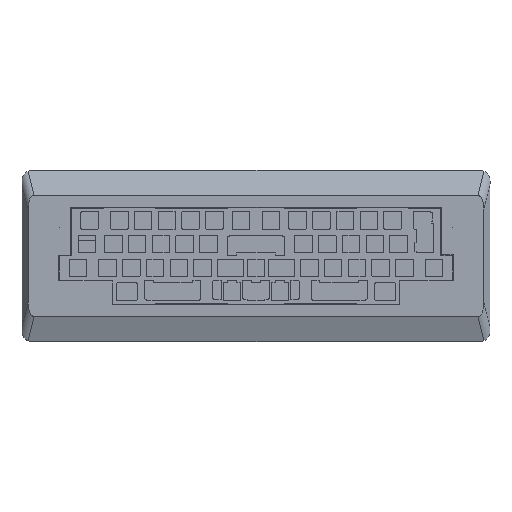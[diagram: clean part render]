
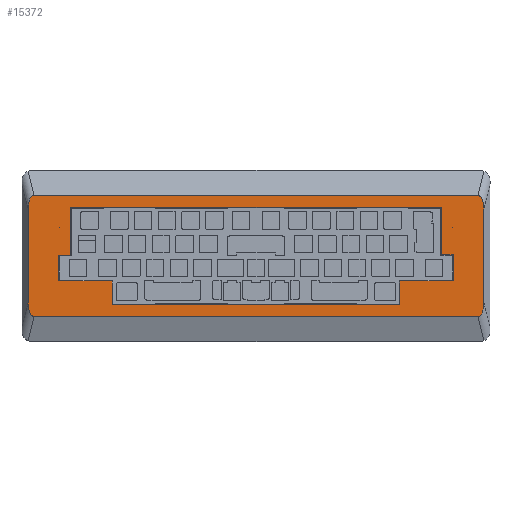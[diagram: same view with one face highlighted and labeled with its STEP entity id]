
A CAD part, top view. The second image highlights one B-rep face of the part: STEP entity #15372.
In plain terms, the highlighted planar face has unit normal (0, 0, 1).
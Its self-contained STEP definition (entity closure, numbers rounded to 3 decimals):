
#564=CIRCLE('',#16343,1.6);
#565=CIRCLE('',#16348,1.6);
#1161=FACE_BOUND('',#2389,.T.);
#1162=FACE_BOUND('',#2390,.T.);
#1163=FACE_BOUND('',#2391,.T.);
#1282=ELLIPSE('',#16389,22.113,8.);
#1286=ELLIPSE('',#16397,22.113,8.);
#1290=ELLIPSE('',#16405,22.113,8.);
#1291=ELLIPSE('',#16406,22.113,8.);
#1536=FACE_OUTER_BOUND('',#2388,.T.);
#2388=EDGE_LOOP('',(#11278,#11279,#11280,#11281,#11282,#11283,#11284,#11285));
#2389=EDGE_LOOP('',(#11286,#11287,#11288,#11289,#11290,#11291,#11292,#11293,
#11294,#11295,#11296,#11297));
#2390=EDGE_LOOP('',(#11298,#11299,#11300));
#2391=EDGE_LOOP('',(#11301,#11302,#11303));
#3424=LINE('',#23205,#5003);
#3427=LINE('',#23211,#5006);
#3433=LINE('',#23229,#5012);
#3435=LINE('',#23233,#5014);
#3438=LINE('',#23239,#5017);
#3441=LINE('',#23244,#5020);
#3443=LINE('',#23248,#5022);
#3446=LINE('',#23254,#5025);
#3449=LINE('',#23260,#5028);
#3452=LINE('',#23266,#5031);
#3455=LINE('',#23272,#5034);
#3458=LINE('',#23277,#5037);
#3460=LINE('',#23281,#5039);
#3469=LINE('',#23299,#5048);
#3475=LINE('',#23325,#5054);
#3476=LINE('',#23329,#5055);
#3505=LINE('',#23444,#5084);
#3513=LINE('',#23486,#5092);
#3515=LINE('',#23492,#5094);
#3516=LINE('',#23494,#5095);
#5003=VECTOR('',#18521,10.);
#5006=VECTOR('',#18526,10.);
#5012=VECTOR('',#18546,10.);
#5014=VECTOR('',#18550,10.);
#5017=VECTOR('',#18555,10.);
#5020=VECTOR('',#18560,10.);
#5022=VECTOR('',#18564,10.);
#5025=VECTOR('',#18569,10.);
#5028=VECTOR('',#18574,10.);
#5031=VECTOR('',#18579,10.);
#5034=VECTOR('',#18584,10.);
#5037=VECTOR('',#18589,10.);
#5039=VECTOR('',#18593,10.);
#5048=VECTOR('',#18620,10.);
#5054=VECTOR('',#18656,10.);
#5055=VECTOR('',#18661,10.);
#5084=VECTOR('',#18784,10.);
#5092=VECTOR('',#18812,10.);
#5094=VECTOR('',#18818,10.);
#5095=VECTOR('',#18821,10.);
#6576=VERTEX_POINT('',#23202);
#6577=VERTEX_POINT('',#23204);
#6578=VERTEX_POINT('',#23208);
#6579=VERTEX_POINT('',#23210);
#6583=VERTEX_POINT('',#23226);
#6584=VERTEX_POINT('',#23228);
#6585=VERTEX_POINT('',#23232);
#6587=VERTEX_POINT('',#23238);
#6588=VERTEX_POINT('',#23243);
#6589=VERTEX_POINT('',#23247);
#6591=VERTEX_POINT('',#23253);
#6593=VERTEX_POINT('',#23259);
#6595=VERTEX_POINT('',#23265);
#6597=VERTEX_POINT('',#23271);
#6598=VERTEX_POINT('',#23276);
#6599=VERTEX_POINT('',#23280);
#6604=VERTEX_POINT('',#23321);
#6605=VERTEX_POINT('',#23328);
#6624=VERTEX_POINT('',#23412);
#6625=VERTEX_POINT('',#23414);
#6630=VERTEX_POINT('',#23442);
#6633=VERTEX_POINT('',#23451);
#6634=VERTEX_POINT('',#23453);
#6640=VERTEX_POINT('',#23485);
#6641=VERTEX_POINT('',#23489);
#6642=VERTEX_POINT('',#23491);
#8265=EDGE_CURVE('',#6577,#6576,#3424,.F.);
#8268=EDGE_CURVE('',#6579,#6578,#3427,.F.);
#8274=EDGE_CURVE('',#6583,#6584,#3433,.T.);
#8276=EDGE_CURVE('',#6584,#6585,#3435,.T.);
#8279=EDGE_CURVE('',#6585,#6587,#3438,.T.);
#8282=EDGE_CURVE('',#6587,#6588,#3441,.T.);
#8284=EDGE_CURVE('',#6588,#6589,#3443,.T.);
#8287=EDGE_CURVE('',#6589,#6591,#3446,.T.);
#8290=EDGE_CURVE('',#6591,#6593,#3449,.T.);
#8293=EDGE_CURVE('',#6593,#6595,#3452,.T.);
#8296=EDGE_CURVE('',#6595,#6597,#3455,.T.);
#8299=EDGE_CURVE('',#6597,#6598,#3458,.T.);
#8301=EDGE_CURVE('',#6598,#6599,#3460,.T.);
#8310=EDGE_CURVE('',#6599,#6583,#3469,.T.);
#8319=EDGE_CURVE('',#6577,#6604,#564,.T.);
#8321=EDGE_CURVE('',#6604,#6576,#3475,.T.);
#8322=EDGE_CURVE('',#6579,#6605,#3476,.T.);
#8324=EDGE_CURVE('',#6605,#6578,#565,.T.);
#8360=EDGE_CURVE('',#6624,#6625,#1282,.T.);
#8369=EDGE_CURVE('',#6630,#6624,#3505,.T.);
#8373=EDGE_CURVE('',#6633,#6634,#1286,.T.);
#8383=EDGE_CURVE('',#6634,#6640,#3513,.T.);
#8385=EDGE_CURVE('',#6641,#6630,#1290,.T.);
#8386=EDGE_CURVE('',#6642,#6641,#3515,.T.);
#8387=EDGE_CURVE('',#6640,#6642,#1291,.T.);
#8388=EDGE_CURVE('',#6625,#6633,#3516,.T.);
#11278=ORIENTED_EDGE('',*,*,#8360,.F.);
#11279=ORIENTED_EDGE('',*,*,#8369,.F.);
#11280=ORIENTED_EDGE('',*,*,#8385,.F.);
#11281=ORIENTED_EDGE('',*,*,#8386,.F.);
#11282=ORIENTED_EDGE('',*,*,#8387,.F.);
#11283=ORIENTED_EDGE('',*,*,#8383,.F.);
#11284=ORIENTED_EDGE('',*,*,#8373,.F.);
#11285=ORIENTED_EDGE('',*,*,#8388,.F.);
#11286=ORIENTED_EDGE('',*,*,#8310,.F.);
#11287=ORIENTED_EDGE('',*,*,#8301,.F.);
#11288=ORIENTED_EDGE('',*,*,#8299,.F.);
#11289=ORIENTED_EDGE('',*,*,#8296,.F.);
#11290=ORIENTED_EDGE('',*,*,#8293,.F.);
#11291=ORIENTED_EDGE('',*,*,#8290,.F.);
#11292=ORIENTED_EDGE('',*,*,#8287,.F.);
#11293=ORIENTED_EDGE('',*,*,#8284,.F.);
#11294=ORIENTED_EDGE('',*,*,#8282,.F.);
#11295=ORIENTED_EDGE('',*,*,#8279,.F.);
#11296=ORIENTED_EDGE('',*,*,#8276,.F.);
#11297=ORIENTED_EDGE('',*,*,#8274,.F.);
#11298=ORIENTED_EDGE('',*,*,#8265,.T.);
#11299=ORIENTED_EDGE('',*,*,#8321,.F.);
#11300=ORIENTED_EDGE('',*,*,#8319,.F.);
#11301=ORIENTED_EDGE('',*,*,#8324,.F.);
#11302=ORIENTED_EDGE('',*,*,#8322,.F.);
#11303=ORIENTED_EDGE('',*,*,#8268,.T.);
#14836=PLANE('',#16404);
#15372=ADVANCED_FACE('',(#1536,#1161,#1162,#1163),#14836,.T.);
#16343=AXIS2_PLACEMENT_3D('',#23322,#18651,#18652);
#16348=AXIS2_PLACEMENT_3D('',#23332,#18665,#18666);
#16389=AXIS2_PLACEMENT_3D('',#23415,#18769,#18770);
#16397=AXIS2_PLACEMENT_3D('',#23454,#18793,#18794);
#16404=AXIS2_PLACEMENT_3D('',#23488,#18814,#18815);
#16405=AXIS2_PLACEMENT_3D('',#23490,#18816,#18817);
#16406=AXIS2_PLACEMENT_3D('',#23493,#18819,#18820);
#18521=DIRECTION('',(-1.,0.,0.));
#18526=DIRECTION('',(-1.,0.,0.));
#18546=DIRECTION('',(0.,-1.,0.));
#18550=DIRECTION('',(1.,0.,0.));
#18555=DIRECTION('',(0.,-1.,0.));
#18560=DIRECTION('',(1.,0.,0.));
#18564=DIRECTION('',(0.,1.,0.));
#18569=DIRECTION('',(1.,0.,0.));
#18574=DIRECTION('',(0.,1.,0.));
#18579=DIRECTION('',(-1.,0.,0.));
#18584=DIRECTION('',(0.,1.,0.));
#18589=DIRECTION('',(-1.,0.,0.));
#18593=DIRECTION('',(0.,-1.,0.));
#18620=DIRECTION('',(-1.,0.,0.));
#18651=DIRECTION('center_axis',(0.,0.,1.));
#18652=DIRECTION('ref_axis',(-1.,0.,0.));
#18656=DIRECTION('',(0.,1.,0.));
#18661=DIRECTION('',(0.,-1.,0.));
#18665=DIRECTION('center_axis',(0.,0.,1.));
#18666=DIRECTION('ref_axis',(0.,-1.,0.));
#18769=DIRECTION('center_axis',(0.,0.,-1.));
#18770=DIRECTION('ref_axis',(0.243,-0.97,0.));
#18784=DIRECTION('',(0.,-1.,0.));
#18793=DIRECTION('center_axis',(0.,0.,-1.));
#18794=DIRECTION('ref_axis',(-0.243,-0.97,0.));
#18812=DIRECTION('',(0.,1.,0.));
#18814=DIRECTION('center_axis',(0.,0.,1.));
#18815=DIRECTION('ref_axis',(1.,0.,0.));
#18816=DIRECTION('center_axis',(0.,0.,-1.));
#18817=DIRECTION('ref_axis',(0.243,0.97,0.));
#18818=DIRECTION('',(1.,0.,0.));
#18819=DIRECTION('center_axis',(0.,0.,-1.));
#18820=DIRECTION('ref_axis',(-0.243,0.97,0.));
#18821=DIRECTION('',(-1.,0.,0.));
#23202=CARTESIAN_POINT('',(314.8,-15.375,7.5));
#23204=CARTESIAN_POINT('',(314.656,-15.375,7.5));
#23205=CARTESIAN_POINT('',(231.219,-15.375,7.5));
#23208=CARTESIAN_POINT('',(-0.331,-15.375,7.5));
#23210=CARTESIAN_POINT('',(-0.475,-15.375,7.5));
#23211=CARTESIAN_POINT('',(74.844,-15.375,7.5));
#23226=CARTESIAN_POINT('',(-0.975,-37.625,7.5));
#23228=CARTESIAN_POINT('',(-0.975,-58.125,7.5));
#23229=CARTESIAN_POINT('',(-0.975,-47.862,7.5));
#23232=CARTESIAN_POINT('',(41.888,-58.125,7.5));
#23233=CARTESIAN_POINT('',(99.775,-58.125,7.5));
#23238=CARTESIAN_POINT('',(41.888,-77.175,7.5));
#23239=CARTESIAN_POINT('',(41.888,-57.388,7.5));
#23243=CARTESIAN_POINT('',(272.438,-77.175,7.5));
#23244=CARTESIAN_POINT('',(197.406,-77.175,7.5));
#23247=CARTESIAN_POINT('',(272.438,-58.125,7.5));
#23248=CARTESIAN_POINT('',(272.438,-47.863,7.5));
#23253=CARTESIAN_POINT('',(315.3,-58.125,7.5));
#23254=CARTESIAN_POINT('',(235.981,-58.125,7.5));
#23259=CARTESIAN_POINT('',(315.3,-37.125,7.5));
#23260=CARTESIAN_POINT('',(315.3,-37.863,7.5));
#23265=CARTESIAN_POINT('',(305.775,-37.125,7.5));
#23266=CARTESIAN_POINT('',(231.219,-37.125,7.5));
#23271=CARTESIAN_POINT('',(305.775,0.975,7.5));
#23272=CARTESIAN_POINT('',(305.775,-18.813,7.5));
#23276=CARTESIAN_POINT('',(8.55,0.975,7.5));
#23277=CARTESIAN_POINT('',(83.106,0.975,7.5));
#23280=CARTESIAN_POINT('',(8.55,-37.625,7.5));
#23281=CARTESIAN_POINT('',(8.55,-26.813,7.5));
#23299=CARTESIAN_POINT('',(17.063,-37.625,7.5));
#23321=CARTESIAN_POINT('',(314.8,-15.538,7.5));
#23322=CARTESIAN_POINT('Origin',(315.925,-14.4,7.5));
#23325=CARTESIAN_POINT('',(314.8,-32.563,7.5));
#23328=CARTESIAN_POINT('',(-0.475,-15.538,7.5));
#23329=CARTESIAN_POINT('',(-0.475,-32.569,7.5));
#23332=CARTESIAN_POINT('Origin',(-1.6,-14.4,7.5));
#23412=CARTESIAN_POINT('',(339.8,-75.734,7.5));
#23414=CARTESIAN_POINT('',(335.008,-86.675,7.5));
#23415=CARTESIAN_POINT('Origin',(330.366,-65.134,7.5));
#23442=CARTESIAN_POINT('',(339.8,-0.466,7.5));
#23444=CARTESIAN_POINT('',(339.8,-72.387,7.5));
#23451=CARTESIAN_POINT('',(-20.683,-86.675,7.5));
#23453=CARTESIAN_POINT('',(-25.475,-75.734,7.5));
#23454=CARTESIAN_POINT('Origin',(-16.041,-65.134,7.5));
#23485=CARTESIAN_POINT('',(-25.475,-0.466,7.5));
#23486=CARTESIAN_POINT('',(-25.475,-3.813,7.5));
#23488=CARTESIAN_POINT('Origin',(157.163,-38.1,7.5));
#23489=CARTESIAN_POINT('',(335.008,10.475,7.5));
#23490=CARTESIAN_POINT('Origin',(330.366,-11.066,7.5));
#23491=CARTESIAN_POINT('',(-20.683,10.475,7.5));
#23492=CARTESIAN_POINT('',(250.981,10.475,7.5));
#23493=CARTESIAN_POINT('Origin',(-16.041,-11.066,7.5));
#23494=CARTESIAN_POINT('',(63.344,-86.675,7.5));
